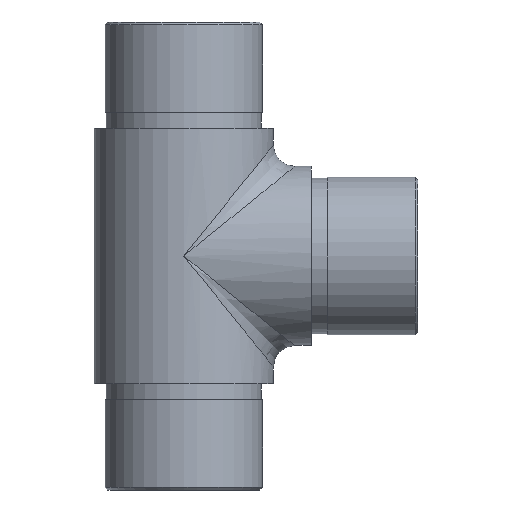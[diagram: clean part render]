
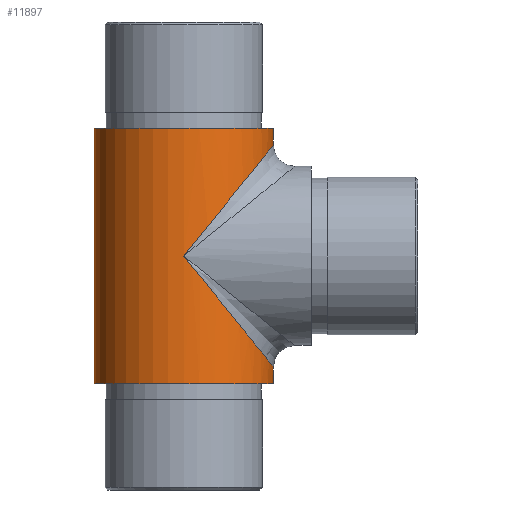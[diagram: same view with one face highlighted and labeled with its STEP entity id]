
A CAD part, left-side view. The second image highlights one B-rep face of the part: STEP entity #11897.
In plain terms, the highlighted cylindrical face has radius 16.85 mm (diameter 33.7 mm), a full revolution.
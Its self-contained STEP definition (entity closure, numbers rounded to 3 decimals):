
#76 = CARTESIAN_POINT ( 'NONE',  ( 0., 44., 24. ) ) ;
#270 = EDGE_CURVE ( 'NONE', #10677, #4489, #3300, .T. ) ;
#305 = AXIS2_PLACEMENT_3D ( 'NONE', #76, #13303, #3155 ) ;
#507 = CARTESIAN_POINT ( 'NONE',  ( 17.636, 60.85, -21.823 ) ) ;
#542 = CARTESIAN_POINT ( 'NONE',  ( -0.556, 19.614, -30.174 ) ) ;
#605 = DIRECTION ( 'NONE',  ( 0., 0., 1. ) ) ;
#934 = EDGE_LOOP ( 'NONE', ( #7378 ) ) ;
#1157 = CARTESIAN_POINT ( 'NONE',  ( 24.386, 44.556, 30.174 ) ) ;
#1572 = CARTESIAN_POINT ( 'NONE',  ( -16.85, 44., 0. ) ) ;
#1762 = CARTESIAN_POINT ( 'NONE',  ( -16.85, 26.364, -21.823 ) ) ;
#1892 = CARTESIAN_POINT ( 'NONE',  ( -0.556, 19.614, 30.174 ) ) ;
#1962 = VERTEX_POINT ( 'NONE', #6215 ) ;
#1976 =( BOUNDED_CURVE ( )  B_SPLINE_CURVE ( 3, ( #5643, #542, #1762, #1572 ),
 .UNSPECIFIED., .F., .F. ) 
 B_SPLINE_CURVE_WITH_KNOTS ( ( 4, 4 ),
 ( 5.498, 7.854 ),
 .UNSPECIFIED. ) 
 CURVE ( )  GEOMETRIC_REPRESENTATION_ITEM ( )  RATIONAL_B_SPLINE_CURVE ( ( 1., 0.588, 0.588, 1. ) ) 
 REPRESENTATION_ITEM ( '' )  );
#1987 = CARTESIAN_POINT ( 'NONE',  ( -16.85, 26.364, 21.823 ) ) ;
#2113 = ORIENTED_EDGE ( 'NONE', *, *, #10788, .T. ) ;
#2141 = CARTESIAN_POINT ( 'NONE',  ( 11.915, 32.085, 14.743 ) ) ;
#2326 = EDGE_CURVE ( 'NONE', #2347, #2347, #11350, .T. ) ;
#2347 = VERTEX_POINT ( 'NONE', #12116 ) ;
#2362 = FACE_OUTER_BOUND ( 'NONE', #934, .T. ) ;
#2581 = VERTEX_POINT ( 'NONE', #2141 ) ;
#2769 = ORIENTED_EDGE ( 'NONE', *, *, #270, .T. ) ;
#3049 =( BOUNDED_CURVE ( )  B_SPLINE_CURVE ( 3, ( #7146, #1987, #1892, #12369 ),
 .UNSPECIFIED., .F., .F. ) 
 B_SPLINE_CURVE_WITH_KNOTS ( ( 4, 4 ),
 ( 1.571, 3.927 ),
 .UNSPECIFIED. ) 
 CURVE ( )  GEOMETRIC_REPRESENTATION_ITEM ( )  RATIONAL_B_SPLINE_CURVE ( ( 1., 0.588, 0.588, 1. ) ) 
 REPRESENTATION_ITEM ( '' )  );
#3155 = DIRECTION ( 'NONE',  ( 1., 0., 0. ) ) ;
#3300 =( BOUNDED_CURVE ( )  B_SPLINE_CURVE ( 3, ( #6852, #507, #8838, #12872 ),
 .UNSPECIFIED., .F., .T. ) 
 B_SPLINE_CURVE_WITH_KNOTS ( ( 4, 4 ),
 ( 4.712, 7.069 ),
 .UNSPECIFIED. ) 
 CURVE ( )  GEOMETRIC_REPRESENTATION_ITEM ( )  RATIONAL_B_SPLINE_CURVE ( ( 1., 0.588, 0.588, 1. ) ) 
 REPRESENTATION_ITEM ( '' )  );
#3337 = VERTEX_POINT ( 'NONE', #13147 ) ;
#3665 = EDGE_CURVE ( 'NONE', #3337, #3337, #5172, .T. ) ;
#4398 = AXIS2_PLACEMENT_3D ( 'NONE', #7062, #13189, #11111 ) ;
#4464 = FACE_OUTER_BOUND ( 'NONE', #10442, .T. ) ;
#4489 = VERTEX_POINT ( 'NONE', #9643 ) ;
#5172 = CIRCLE ( 'NONE', #305, 16.85 ) ;
#5226 = AXIS2_PLACEMENT_3D ( 'NONE', #6779, #605, #11087 ) ;
#5643 = CARTESIAN_POINT ( 'NONE',  ( 11.915, 32.085, -14.743 ) ) ;
#6154 = EDGE_CURVE ( 'NONE', #4489, #1962, #1976, .T. ) ;
#6215 = CARTESIAN_POINT ( 'NONE',  ( -16.85, 44., 0. ) ) ;
#6615 = CARTESIAN_POINT ( 'NONE',  ( 0., 60.85, 0. ) ) ;
#6779 = CARTESIAN_POINT ( 'NONE',  ( 0., 44., -24. ) ) ;
#6852 = CARTESIAN_POINT ( 'NONE',  ( 0., 60.85, 0. ) ) ;
#7062 = CARTESIAN_POINT ( 'NONE',  ( 0., 44., 24. ) ) ;
#7146 = CARTESIAN_POINT ( 'NONE',  ( -16.85, 44., 0. ) ) ;
#7181 = FACE_BOUND ( 'NONE', #9258, .T. ) ;
#7378 = ORIENTED_EDGE ( 'NONE', *, *, #2326, .T. ) ;
#7567 = ORIENTED_EDGE ( 'NONE', *, *, #3665, .F. ) ;
#7669 = CYLINDRICAL_SURFACE ( 'NONE', #4398, 16.85 ) ;
#7923 = ORIENTED_EDGE ( 'NONE', *, *, #12490, .T. ) ;
#8838 = CARTESIAN_POINT ( 'NONE',  ( 24.386, 44.556, -30.174 ) ) ;
#9258 = EDGE_LOOP ( 'NONE', ( #7923, #2769, #11946, #2113 ) ) ;
#9383 = CARTESIAN_POINT ( 'NONE',  ( 0., 60.85, 0. ) ) ;
#9643 = CARTESIAN_POINT ( 'NONE',  ( 11.915, 32.085, -14.743 ) ) ;
#10442 = EDGE_LOOP ( 'NONE', ( #7567 ) ) ;
#10677 = VERTEX_POINT ( 'NONE', #6615 ) ;
#10788 = EDGE_CURVE ( 'NONE', #1962, #2581, #3049, .T. ) ;
#11087 = DIRECTION ( 'NONE',  ( 1., 0., 0. ) ) ;
#11111 = DIRECTION ( 'NONE',  ( -1., 0., 0. ) ) ;
#11350 = CIRCLE ( 'NONE', #5226, 16.85 ) ;
#11497 = CARTESIAN_POINT ( 'NONE',  ( 17.636, 60.85, 21.823 ) ) ;
#11897 = ADVANCED_FACE ( 'NONE', ( #7181, #2362, #4464 ), #7669, .T. ) ;
#11946 = ORIENTED_EDGE ( 'NONE', *, *, #6154, .T. ) ;
#12116 = CARTESIAN_POINT ( 'NONE',  ( 16.85, 44., -24. ) ) ;
#12355 =( BOUNDED_CURVE ( )  B_SPLINE_CURVE ( 3, ( #12447, #1157, #11497, #9383 ),
 .UNSPECIFIED., .F., .F. ) 
 B_SPLINE_CURVE_WITH_KNOTS ( ( 4, 4 ),
 ( 5.498, 7.854 ),
 .UNSPECIFIED. ) 
 CURVE ( )  GEOMETRIC_REPRESENTATION_ITEM ( )  RATIONAL_B_SPLINE_CURVE ( ( 1., 0.588, 0.588, 1. ) ) 
 REPRESENTATION_ITEM ( '' )  );
#12369 = CARTESIAN_POINT ( 'NONE',  ( 11.915, 32.085, 14.743 ) ) ;
#12447 = CARTESIAN_POINT ( 'NONE',  ( 11.915, 32.085, 14.743 ) ) ;
#12490 = EDGE_CURVE ( 'NONE', #2581, #10677, #12355, .T. ) ;
#12872 = CARTESIAN_POINT ( 'NONE',  ( 11.915, 32.085, -14.743 ) ) ;
#13147 = CARTESIAN_POINT ( 'NONE',  ( 16.85, 44., 24. ) ) ;
#13189 = DIRECTION ( 'NONE',  ( 0., 0., -1. ) ) ;
#13303 = DIRECTION ( 'NONE',  ( 0., 0., 1. ) ) ;
